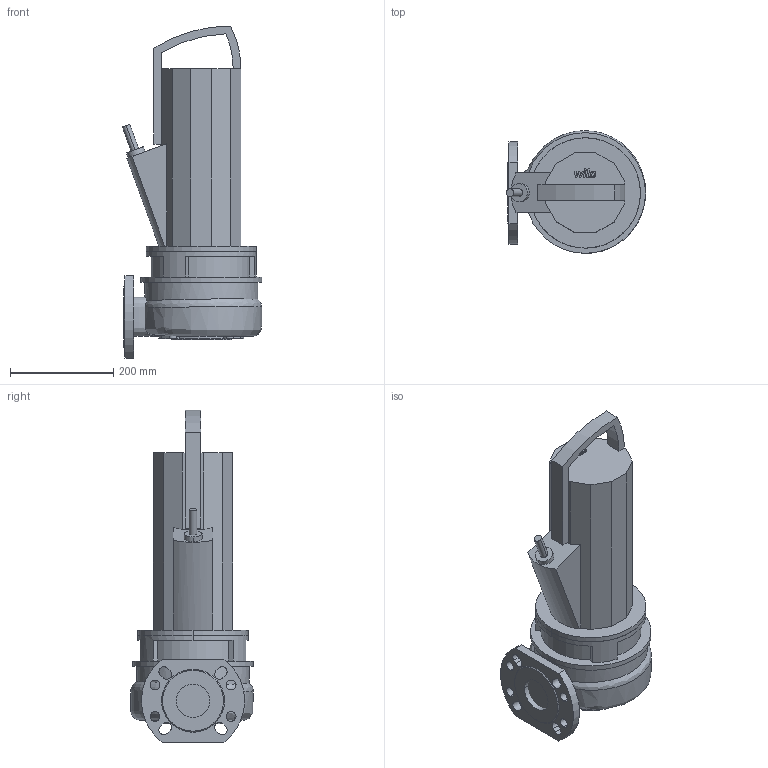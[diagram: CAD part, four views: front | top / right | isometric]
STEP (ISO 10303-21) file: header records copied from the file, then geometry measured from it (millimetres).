
FILE_DESCRIPTION((''),'2;1');
FILE_NAME('3d_PROC06DA-346_EAD1X2-T0039-540-O-6077703.stp','2016-08-05T07:42:28',(''),(''),'Mechanical Desktop 2009','Mechanical Desktop 2009',', , ');
FILE_SCHEMA(('CONFIG_CONTROL_DESIGN'));
Length unit declared in the file: millimetre
Products named in the file (1): Product
Bounding box: 269.81 x 238 x 644 mm (x, y, z)
Volume: 14663549.1 mm3; surface area: 594679.4 mm2
Topology: 8 solids, 8 shells, 180 faces, 489 edges, 329 vertices
Faces by surface type: plane 66, bspline 62, cylinder 50, cone 2
Entity records: 10154 total; most frequent: CARTESIAN_POINT 5732, ORIENTED_EDGE 978, DIRECTION 742, EDGE_CURVE 489, VERTEX_POINT 329, VECTOR 286, LINE 286, AXIS2_PLACEMENT_3D 228
